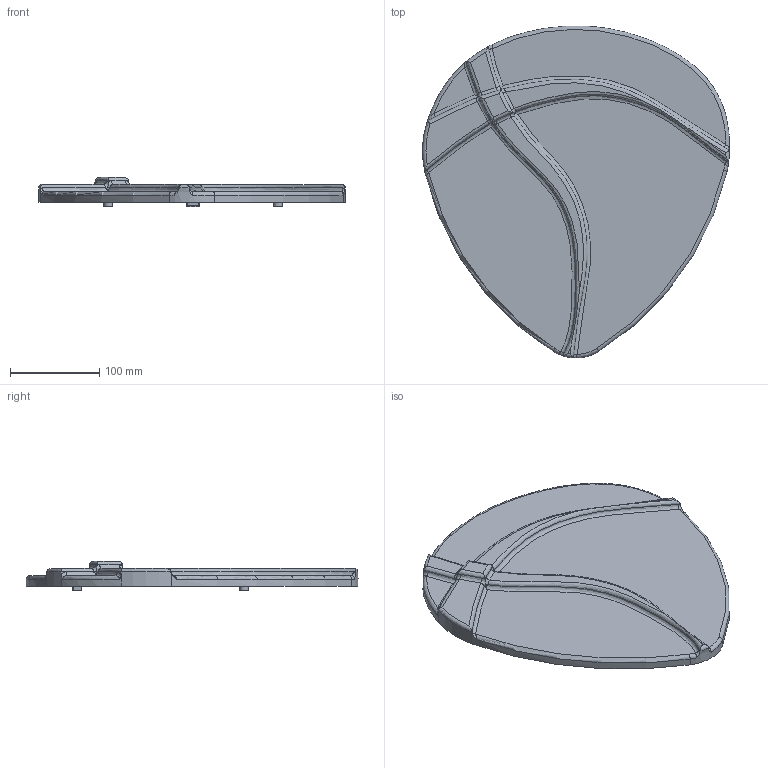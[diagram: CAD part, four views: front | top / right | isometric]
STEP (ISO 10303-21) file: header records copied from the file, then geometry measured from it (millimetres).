
FILE_DESCRIPTION(/* description */ (''),/* implementation_level */ '2;1');
FILE_NAME(/* name */ 'Reaper.step',/* time_stamp */ '2023-10-10T22:14:22+02:00',/* author */ (''),/* organization */ (''),/* preprocessor_version */ 'ST-DEVELOPER v20',/* originating_system */ 'Autodesk Translation Framework v12.14.0.127',/* authorisation */ '');
FILE_SCHEMA (('AUTOMOTIVE_DESIGN { 1 0 10303 214 3 1 1 }'));
Length unit declared in the file: millimetre
Products named in the file (1): Reaper
Bounding box: 343.93 x 371.98 x 33 mm (x, y, z)
Volume: 1240997.9 mm3; surface area: 208341.5 mm2
Topology: 1 solids, 1 shells, 107 faces, 254 edges, 152 vertices
Faces by surface type: bspline 63, plane 26, cylinder 10, torus 8
Full cylindrical faces by diameter (mm): 10 x2
Entity records: 7008 total; most frequent: CARTESIAN_POINT 4984, ORIENTED_EDGE 508, EDGE_CURVE 254, DIRECTION 248, VERTEX_POINT 152, B_SPLINE_CURVE_WITH_KNOTS 143, EDGE_LOOP 110, FACE_OUTER_BOUND 107
